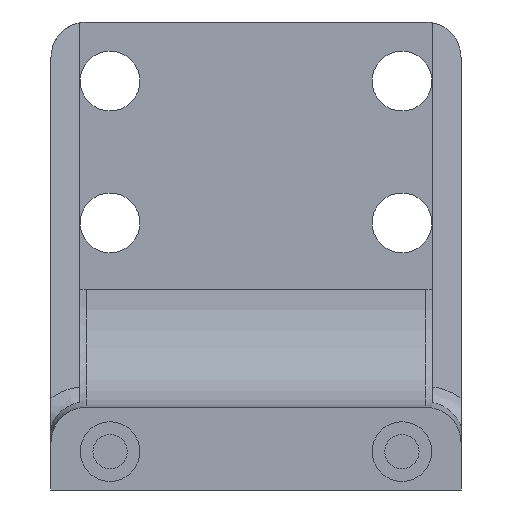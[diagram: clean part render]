
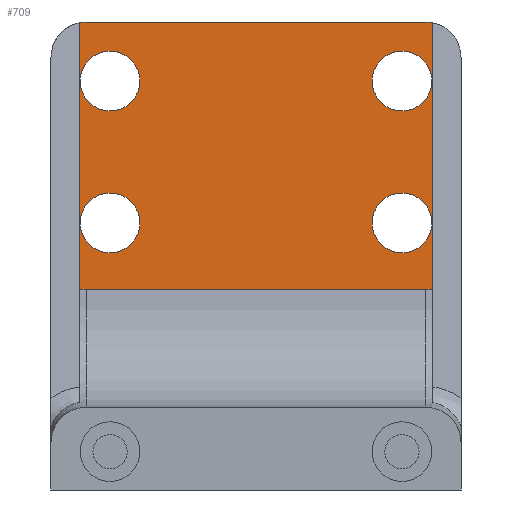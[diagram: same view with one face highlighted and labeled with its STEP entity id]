
A CAD part, left-side view. The second image highlights one B-rep face of the part: STEP entity #709.
In plain terms, the highlighted planar face has unit normal (-1, 0, 0).
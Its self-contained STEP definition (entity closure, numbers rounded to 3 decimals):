
#15=FACE_BOUND('',#234,.T.);
#16=FACE_BOUND('',#235,.T.);
#17=FACE_BOUND('',#236,.T.);
#18=FACE_BOUND('',#237,.T.);
#29=PLANE('',#771);
#58=LINE('',#1120,#115);
#59=LINE('',#1227,#116);
#62=LINE('',#1233,#119);
#63=LINE('',#1237,#120);
#115=VECTOR('',#851,10.);
#116=VECTOR('',#862,10.);
#119=VECTOR('',#867,10.);
#120=VECTOR('',#870,10.);
#191=FACE_OUTER_BOUND('',#233,.T.);
#233=EDGE_LOOP('',(#521,#522,#523,#524,#525,#526,#527,#528));
#234=EDGE_LOOP('',(#529));
#235=EDGE_LOOP('',(#530));
#236=EDGE_LOOP('',(#531));
#237=EDGE_LOOP('',(#532));
#283=CIRCLE('',#761,13.);
#288=CIRCLE('',#768,13.);
#289=CIRCLE('',#772,3.);
#290=CIRCLE('',#773,3.);
#291=CIRCLE('',#774,2.525);
#292=CIRCLE('',#775,2.525);
#293=CIRCLE('',#776,2.525);
#294=CIRCLE('',#777,2.525);
#325=VERTEX_POINT('',#1049);
#327=VERTEX_POINT('',#1067);
#331=VERTEX_POINT('',#1116);
#336=VERTEX_POINT('',#1170);
#339=VERTEX_POINT('',#1226);
#341=VERTEX_POINT('',#1232);
#342=VERTEX_POINT('',#1234);
#343=VERTEX_POINT('',#1236);
#344=VERTEX_POINT('',#1239);
#345=VERTEX_POINT('',#1241);
#346=VERTEX_POINT('',#1243);
#347=VERTEX_POINT('',#1245);
#394=EDGE_CURVE('',#325,#327,#283,.T.);
#401=EDGE_CURVE('',#327,#331,#58,.T.);
#405=EDGE_CURVE('',#331,#336,#288,.T.);
#410=EDGE_CURVE('',#336,#339,#59,.T.);
#413=EDGE_CURVE('',#325,#341,#62,.F.);
#414=EDGE_CURVE('',#342,#341,#289,.T.);
#415=EDGE_CURVE('',#342,#343,#63,.T.);
#416=EDGE_CURVE('',#339,#343,#290,.T.);
#417=EDGE_CURVE('',#344,#344,#291,.T.);
#418=EDGE_CURVE('',#345,#345,#292,.T.);
#419=EDGE_CURVE('',#346,#346,#293,.T.);
#420=EDGE_CURVE('',#347,#347,#294,.T.);
#521=ORIENTED_EDGE('',*,*,#405,.F.);
#522=ORIENTED_EDGE('',*,*,#401,.F.);
#523=ORIENTED_EDGE('',*,*,#394,.F.);
#524=ORIENTED_EDGE('',*,*,#413,.T.);
#525=ORIENTED_EDGE('',*,*,#414,.F.);
#526=ORIENTED_EDGE('',*,*,#415,.T.);
#527=ORIENTED_EDGE('',*,*,#416,.F.);
#528=ORIENTED_EDGE('',*,*,#410,.F.);
#529=ORIENTED_EDGE('',*,*,#417,.T.);
#530=ORIENTED_EDGE('',*,*,#418,.T.);
#531=ORIENTED_EDGE('',*,*,#419,.T.);
#532=ORIENTED_EDGE('',*,*,#420,.T.);
#709=ADVANCED_FACE('',(#191,#15,#16,#17,#18),#29,.T.);
#761=AXIS2_PLACEMENT_3D('',#1068,#840,#841);
#768=AXIS2_PLACEMENT_3D('',#1171,#856,#857);
#771=AXIS2_PLACEMENT_3D('',#1231,#865,#866);
#772=AXIS2_PLACEMENT_3D('',#1235,#868,#869);
#773=AXIS2_PLACEMENT_3D('',#1238,#871,#872);
#774=AXIS2_PLACEMENT_3D('',#1240,#873,#874);
#775=AXIS2_PLACEMENT_3D('',#1242,#875,#876);
#776=AXIS2_PLACEMENT_3D('',#1244,#877,#878);
#777=AXIS2_PLACEMENT_3D('',#1246,#879,#880);
#840=DIRECTION('center_axis',(-1.,0.,0.));
#841=DIRECTION('ref_axis',(0.,-0.101,0.995));
#851=DIRECTION('',(0.,1.,0.));
#856=DIRECTION('center_axis',(-1.,0.,0.));
#857=DIRECTION('ref_axis',(0.,0.101,0.995));
#862=DIRECTION('',(0.,0.,1.));
#865=DIRECTION('center_axis',(-1.,0.,0.));
#866=DIRECTION('ref_axis',(0.,-1.,0.));
#867=DIRECTION('',(0.,0.,-1.));
#868=DIRECTION('center_axis',(1.,0.,0.));
#869=DIRECTION('ref_axis',(0.,-0.707,0.707));
#870=DIRECTION('',(0.,1.,0.));
#871=DIRECTION('center_axis',(1.,0.,0.));
#872=DIRECTION('ref_axis',(0.,0.707,0.707));
#873=DIRECTION('center_axis',(1.,0.,0.));
#874=DIRECTION('ref_axis',(0.,-1.,0.));
#875=DIRECTION('center_axis',(1.,0.,0.));
#876=DIRECTION('ref_axis',(0.,-1.,0.));
#877=DIRECTION('center_axis',(1.,0.,0.));
#878=DIRECTION('ref_axis',(0.,-1.,0.));
#879=DIRECTION('center_axis',(1.,0.,0.));
#880=DIRECTION('ref_axis',(0.,-1.,0.));
#1049=CARTESIAN_POINT('',(-22.641,-15.554,98.43));
#1067=CARTESIAN_POINT('',(-22.641,-14.954,98.444));
#1068=CARTESIAN_POINT('Origin',(-22.641,-14.954,85.444));
#1116=CARTESIAN_POINT('',(-22.641,13.746,98.444));
#1120=CARTESIAN_POINT('',(-22.641,8.071,98.444));
#1170=CARTESIAN_POINT('',(-22.641,14.346,98.43));
#1171=CARTESIAN_POINT('Origin',(-22.641,13.746,85.444));
#1226=CARTESIAN_POINT('',(-22.641,14.346,120.984));
#1227=CARTESIAN_POINT('',(-22.641,14.346,94.844));
#1231=CARTESIAN_POINT('Origin',(-22.641,-0.604,101.244));
#1232=CARTESIAN_POINT('',(-22.641,-15.554,120.984));
#1233=CARTESIAN_POINT('',(-22.641,-15.554,94.844));
#1234=CARTESIAN_POINT('',(-22.641,-14.954,121.044));
#1235=CARTESIAN_POINT('Origin',(-22.641,-14.954,118.044));
#1236=CARTESIAN_POINT('',(-22.641,13.746,121.044));
#1237=CARTESIAN_POINT('',(-22.641,-14.954,121.044));
#1238=CARTESIAN_POINT('Origin',(-22.641,13.746,118.044));
#1239=CARTESIAN_POINT('',(-22.641,14.271,104.044));
#1240=CARTESIAN_POINT('Origin',(-22.641,11.746,104.044));
#1241=CARTESIAN_POINT('',(-22.641,-10.429,116.044));
#1242=CARTESIAN_POINT('Origin',(-22.641,-12.954,116.044));
#1243=CARTESIAN_POINT('',(-22.641,14.271,116.044));
#1244=CARTESIAN_POINT('Origin',(-22.641,11.746,116.044));
#1245=CARTESIAN_POINT('',(-22.641,-10.429,104.044));
#1246=CARTESIAN_POINT('Origin',(-22.641,-12.954,104.044));
